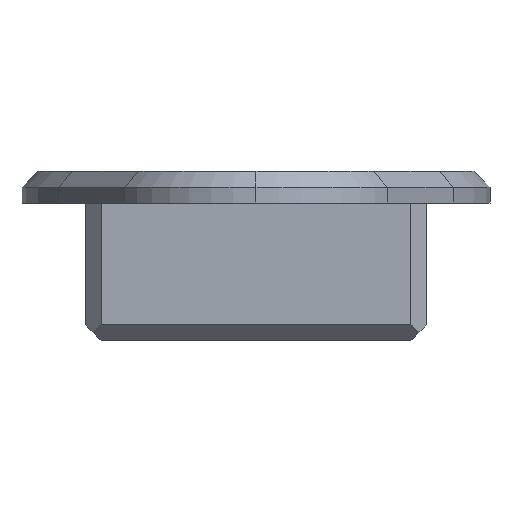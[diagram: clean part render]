
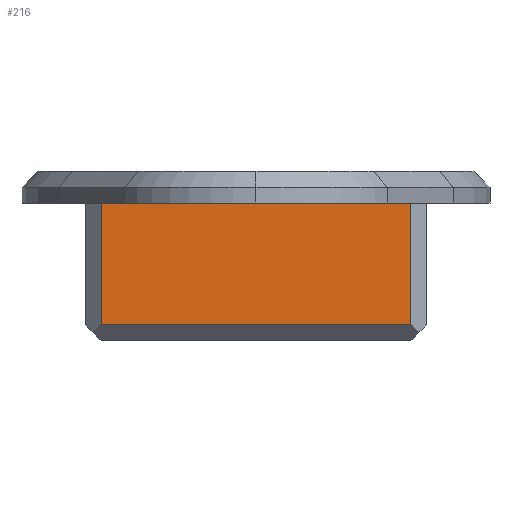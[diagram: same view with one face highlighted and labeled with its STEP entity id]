
A CAD part, left-side view. The second image highlights one B-rep face of the part: STEP entity #216.
In plain terms, the highlighted planar face has unit normal (-1, 0, 0).
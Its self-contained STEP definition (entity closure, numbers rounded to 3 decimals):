
#18 = VECTOR ( 'NONE', #1118, 1000. ) ;
#33 = FACE_OUTER_BOUND ( 'NONE', #287, .T. ) ;
#55 = DIRECTION ( 'NONE',  ( 0., -1., 0. ) ) ;
#82 = EDGE_CURVE ( 'NONE', #112, #970, #1000, .T. ) ;
#112 = VERTEX_POINT ( 'NONE', #461 ) ;
#146 = AXIS2_PLACEMENT_3D ( 'NONE', #1194, #488, #490 ) ;
#216 = ADVANCED_FACE ( 'NONE', ( #33 ), #620, .F. ) ;
#224 = ORIENTED_EDGE ( 'NONE', *, *, #1046, .T. ) ;
#287 = EDGE_LOOP ( 'NONE', ( #1749, #957, #982, #224 ) ) ;
#288 = CARTESIAN_POINT ( 'NONE',  ( -8.9, 4.9, -1.35 ) ) ;
#393 = CARTESIAN_POINT ( 'NONE',  ( -8.9, -4.9, 0. ) ) ;
#461 = CARTESIAN_POINT ( 'NONE',  ( -8.9, 4.9, 0. ) ) ;
#488 = DIRECTION ( 'NONE',  ( 1., 0., 0. ) ) ;
#490 = DIRECTION ( 'NONE',  ( 0., 0., -1. ) ) ;
#505 = CARTESIAN_POINT ( 'NONE',  ( -8.9, 0., -3.85 ) ) ;
#620 = PLANE ( 'NONE',  #146 ) ;
#630 = VERTEX_POINT ( 'NONE', #655 ) ;
#655 = CARTESIAN_POINT ( 'NONE',  ( -8.9, -4.9, -3.85 ) ) ;
#682 = VERTEX_POINT ( 'NONE', #993 ) ;
#684 = CARTESIAN_POINT ( 'NONE',  ( -8.9, 0., 0. ) ) ;
#726 = VECTOR ( 'NONE', #55, 1000. ) ;
#762 = EDGE_CURVE ( 'NONE', #630, #682, #1885, .T. ) ;
#803 = LINE ( 'NONE', #505, #726 ) ;
#929 = VECTOR ( 'NONE', #1286, 1000. ) ;
#957 = ORIENTED_EDGE ( 'NONE', *, *, #1634, .T. ) ;
#970 = VERTEX_POINT ( 'NONE', #1005 ) ;
#972 = DIRECTION ( 'NONE',  ( 0., 0., 1. ) ) ;
#982 = ORIENTED_EDGE ( 'NONE', *, *, #762, .T. ) ;
#993 = CARTESIAN_POINT ( 'NONE',  ( -8.9, -4.9, 0. ) ) ;
#1000 = LINE ( 'NONE', #288, #929 ) ;
#1005 = CARTESIAN_POINT ( 'NONE',  ( -8.9, 4.9, -3.85 ) ) ;
#1046 = EDGE_CURVE ( 'NONE', #682, #112, #1412, .T. ) ;
#1118 = DIRECTION ( 'NONE',  ( 0., 1., 0. ) ) ;
#1194 = CARTESIAN_POINT ( 'NONE',  ( -8.9, 0., -1.35 ) ) ;
#1286 = DIRECTION ( 'NONE',  ( 0., 0., -1. ) ) ;
#1357 = VECTOR ( 'NONE', #972, 1000. ) ;
#1412 = LINE ( 'NONE', #684, #18 ) ;
#1634 = EDGE_CURVE ( 'NONE', #970, #630, #803, .T. ) ;
#1749 = ORIENTED_EDGE ( 'NONE', *, *, #82, .T. ) ;
#1885 = LINE ( 'NONE', #393, #1357 ) ;
